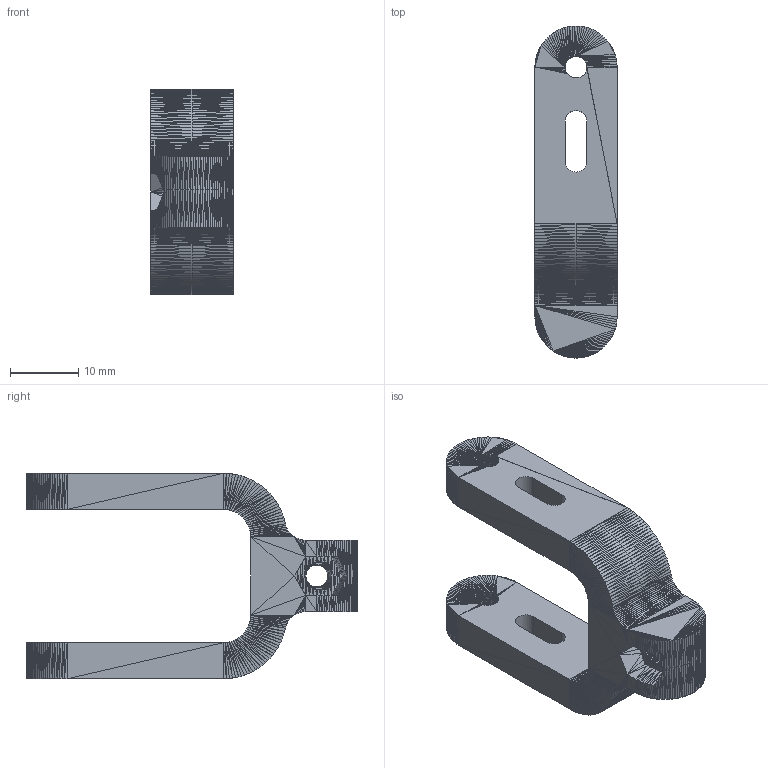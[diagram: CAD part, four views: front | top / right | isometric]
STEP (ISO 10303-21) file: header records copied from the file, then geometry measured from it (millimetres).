
FILE_DESCRIPTION (( 'STEP AP214' ), '1' );
FILE_NAME ('Idler_arm.STEP', '2024-10-12T22:10:13', ( '' ), ( '' ), 'SwSTEP 2.0', 'SolidWorks 2024', '' );
FILE_SCHEMA (( 'AUTOMOTIVE_DESIGN' ));
Length unit declared in the file: millimetre
Products named in the file (1): Idler_arm
Bounding box: 12 x 48.5 x 30.04 mm (x, y, z)
Volume: 6140.1 mm3; surface area: 3819.3 mm2
Topology: 1 solids, 1 shells, 2702 faces, 4110 edges, 1404 vertices
Faces by surface type: plane 2698, cylinder 4
Entity records: 53241 total; most frequent: DIRECTION 9524, ORIENTED_EDGE 8220, CARTESIAN_POINT 8217, EDGE_CURVE 4110, LINE 4102, VECTOR 4102, AXIS2_PLACEMENT_3D 2711, EDGE_LOOP 2706
